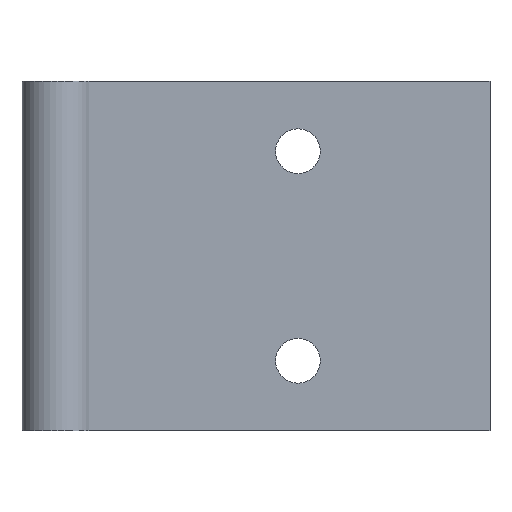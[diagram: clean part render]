
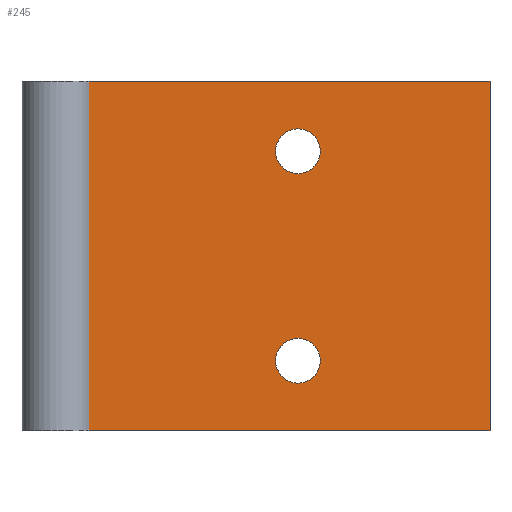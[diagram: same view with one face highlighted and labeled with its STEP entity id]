
A CAD part, front view. The second image highlights one B-rep face of the part: STEP entity #245.
In plain terms, the highlighted planar face has unit normal (0, -1, 0).
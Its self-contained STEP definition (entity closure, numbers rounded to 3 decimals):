
#1 = CARTESIAN_POINT ( 'NONE',  ( 4.583, -2., 25. ) ) ;
#10 = CIRCLE ( 'NONE', #684, 3.2 ) ;
#18 = DIRECTION ( 'NONE',  ( 0., 0., 1. ) ) ;
#24 = VERTEX_POINT ( 'NONE', #449 ) ;
#27 = PLANE ( 'NONE',  #231 ) ;
#36 = EDGE_CURVE ( 'NONE', #24, #549, #325, .T. ) ;
#63 = DIRECTION ( 'NONE',  ( 0., -1., 0. ) ) ;
#76 = DIRECTION ( 'NONE',  ( 0., 0., 1. ) ) ;
#85 = CARTESIAN_POINT ( 'NONE',  ( 34.5, -2., -15. ) ) ;
#106 = CARTESIAN_POINT ( 'NONE',  ( 4.583, -2., 25. ) ) ;
#111 = EDGE_LOOP ( 'NONE', ( #580, #839, #238, #818 ) ) ;
#121 = VERTEX_POINT ( 'NONE', #463 ) ;
#148 = CARTESIAN_POINT ( 'NONE',  ( 34.5, -2., -11.8 ) ) ;
#176 = DIRECTION ( 'NONE',  ( 0., 0., 1. ) ) ;
#180 = LINE ( 'NONE', #813, #836 ) ;
#189 = EDGE_CURVE ( 'NONE', #218, #375, #257, .T. ) ;
#202 = VECTOR ( 'NONE', #315, 1000. ) ;
#204 = FACE_BOUND ( 'NONE', #817, .T. ) ;
#205 = ORIENTED_EDGE ( 'NONE', *, *, #36, .F. ) ;
#206 = ORIENTED_EDGE ( 'NONE', *, *, #562, .F. ) ;
#218 = VERTEX_POINT ( 'NONE', #221 ) ;
#221 = CARTESIAN_POINT ( 'NONE',  ( 4.583, -2., -25. ) ) ;
#231 = AXIS2_PLACEMENT_3D ( 'NONE', #541, #795, #474 ) ;
#238 = ORIENTED_EDGE ( 'NONE', *, *, #189, .F. ) ;
#245 = ADVANCED_FACE ( 'NONE', ( #383, #204, #639 ), #27, .F. ) ;
#257 = LINE ( 'NONE', #1, #494 ) ;
#260 = ORIENTED_EDGE ( 'NONE', *, *, #597, .F. ) ;
#315 = DIRECTION ( 'NONE',  ( 1., 0., 0. ) ) ;
#325 = CIRCLE ( 'NONE', #393, 3.2 ) ;
#326 = VERTEX_POINT ( 'NONE', #369 ) ;
#331 = CIRCLE ( 'NONE', #604, 3.2 ) ;
#340 = LINE ( 'NONE', #439, #202 ) ;
#361 = LINE ( 'NONE', #832, #417 ) ;
#369 = CARTESIAN_POINT ( 'NONE',  ( 34.5, -2., -18.2 ) ) ;
#375 = VERTEX_POINT ( 'NONE', #106 ) ;
#376 = DIRECTION ( 'NONE',  ( 0., -1., 0. ) ) ;
#377 = AXIS2_PLACEMENT_3D ( 'NONE', #845, #519, #444 ) ;
#383 = FACE_BOUND ( 'NONE', #739, .T. ) ;
#393 = AXIS2_PLACEMENT_3D ( 'NONE', #451, #63, #440 ) ;
#398 = CIRCLE ( 'NONE', #377, 3.2 ) ;
#405 = DIRECTION ( 'NONE',  ( 0., -1., 0. ) ) ;
#417 = VECTOR ( 'NONE', #500, 1000. ) ;
#421 = DIRECTION ( 'NONE',  ( 0., 0., -1. ) ) ;
#439 = CARTESIAN_POINT ( 'NONE',  ( 4.583, -2., 25. ) ) ;
#440 = DIRECTION ( 'NONE',  ( 0., 0., 1. ) ) ;
#441 = EDGE_CURVE ( 'NONE', #730, #121, #180, .T. ) ;
#444 = DIRECTION ( 'NONE',  ( 0., 0., 1. ) ) ;
#449 = CARTESIAN_POINT ( 'NONE',  ( 34.5, -2., 11.8 ) ) ;
#451 = CARTESIAN_POINT ( 'NONE',  ( 34.5, -2., 15. ) ) ;
#463 = CARTESIAN_POINT ( 'NONE',  ( 62., -2., -25. ) ) ;
#464 = CARTESIAN_POINT ( 'NONE',  ( 62., -2., 25. ) ) ;
#474 = DIRECTION ( 'NONE',  ( 0., 0., 1. ) ) ;
#481 = EDGE_CURVE ( 'NONE', #121, #218, #361, .T. ) ;
#494 = VECTOR ( 'NONE', #76, 1000. ) ;
#498 = EDGE_CURVE ( 'NONE', #375, #730, #340, .T. ) ;
#500 = DIRECTION ( 'NONE',  ( -1., 0., 0. ) ) ;
#519 = DIRECTION ( 'NONE',  ( 0., -1., 0. ) ) ;
#541 = CARTESIAN_POINT ( 'NONE',  ( 4.583, -2., 25. ) ) ;
#549 = VERTEX_POINT ( 'NONE', #706 ) ;
#562 = EDGE_CURVE ( 'NONE', #549, #24, #10, .T. ) ;
#580 = ORIENTED_EDGE ( 'NONE', *, *, #441, .F. ) ;
#597 = EDGE_CURVE ( 'NONE', #819, #326, #398, .T. ) ;
#604 = AXIS2_PLACEMENT_3D ( 'NONE', #85, #405, #18 ) ;
#621 = ORIENTED_EDGE ( 'NONE', *, *, #763, .F. ) ;
#639 = FACE_OUTER_BOUND ( 'NONE', #111, .T. ) ;
#684 = AXIS2_PLACEMENT_3D ( 'NONE', #701, #376, #176 ) ;
#701 = CARTESIAN_POINT ( 'NONE',  ( 34.5, -2., 15. ) ) ;
#706 = CARTESIAN_POINT ( 'NONE',  ( 34.5, -2., 18.2 ) ) ;
#730 = VERTEX_POINT ( 'NONE', #464 ) ;
#739 = EDGE_LOOP ( 'NONE', ( #206, #205 ) ) ;
#763 = EDGE_CURVE ( 'NONE', #326, #819, #331, .T. ) ;
#795 = DIRECTION ( 'NONE',  ( 0., 1., 0. ) ) ;
#813 = CARTESIAN_POINT ( 'NONE',  ( 62., -2., 25. ) ) ;
#817 = EDGE_LOOP ( 'NONE', ( #260, #621 ) ) ;
#818 = ORIENTED_EDGE ( 'NONE', *, *, #481, .F. ) ;
#819 = VERTEX_POINT ( 'NONE', #148 ) ;
#832 = CARTESIAN_POINT ( 'NONE',  ( 4.583, -2., -25. ) ) ;
#836 = VECTOR ( 'NONE', #421, 1000. ) ;
#839 = ORIENTED_EDGE ( 'NONE', *, *, #498, .F. ) ;
#845 = CARTESIAN_POINT ( 'NONE',  ( 34.5, -2., -15. ) ) ;
